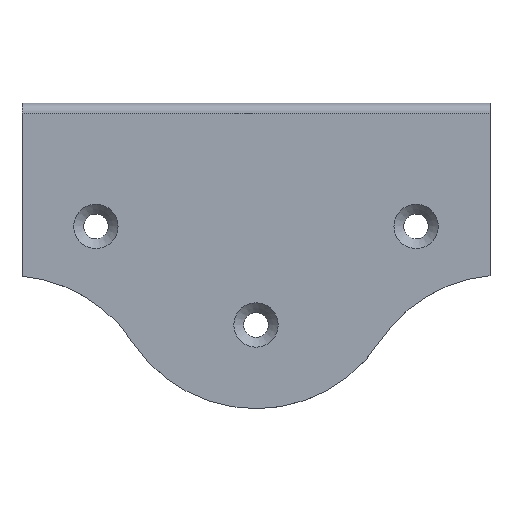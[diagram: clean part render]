
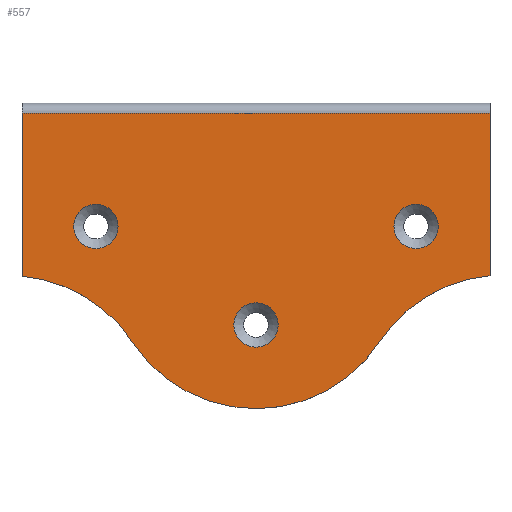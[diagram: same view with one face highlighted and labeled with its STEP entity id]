
A CAD part, top view. The second image highlights one B-rep face of the part: STEP entity #557.
In plain terms, the highlighted planar face has unit normal (0, 0, 1).
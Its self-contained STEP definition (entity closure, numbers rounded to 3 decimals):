
#391=CARTESIAN_POINT('',(-37.12,-146.693,28.));
#392=VERTEX_POINT('',#391);
#399=CARTESIAN_POINT('',(-37.12,-113.579,28.));
#400=VERTEX_POINT('',#399);
#401=CARTESIAN_POINT('',(-37.12,-146.693,28.));
#402=DIRECTION('',(0.0,1.0,0.0));
#403=VECTOR('',#402,33.114);
#404=LINE('',#401,#403);
#405=EDGE_CURVE('',#392,#400,#404,.T.);
#455=CARTESIAN_POINT('',(57.88,-113.579,28.));
#456=VERTEX_POINT('',#455);
#473=CARTESIAN_POINT('',(-37.12,-113.579,28.));
#474=DIRECTION('',(1.0,0.0,0.0));
#475=VECTOR('',#474,95.0);
#476=LINE('',#473,#475);
#477=EDGE_CURVE('',#400,#456,#476,.T.);
#482=CARTESIAN_POINT('',(10.368,-135.833,28.));
#483=DIRECTION('',(0.0,0.0,1.0));
#484=DIRECTION('',(1.0,0.0,0.0));
#485=AXIS2_PLACEMENT_3D('',#482,#483,#484);
#486=PLANE('',#485);
#487=ORIENTED_EDGE('',*,*,#477,.F.);
#488=ORIENTED_EDGE('',*,*,#405,.F.);
#489=CARTESIAN_POINT('',(-14.675,-160.079,28.));
#490=VERTEX_POINT('',#489);
#491=CARTESIAN_POINT('',(-39.73,-176.579,28.));
#492=DIRECTION('',(0.0,0.0,1.0));
#493=DIRECTION('',(-0.835,-0.55,0.0));
#494=AXIS2_PLACEMENT_3D('',#491,#492,#493);
#495=CIRCLE('',#494,30.);
#496=EDGE_CURVE('',#490,#392,#495,.T.);
#497=ORIENTED_EDGE('',*,*,#496,.F.);
#498=CARTESIAN_POINT('',(35.484,-160.005,28.));
#499=VERTEX_POINT('',#498);
#500=CARTESIAN_POINT('',(10.38,-143.579,28.));
#501=DIRECTION('',(0.0,0.0,-1.0));
#502=DIRECTION('',(-0.835,-0.55,0.0));
#503=AXIS2_PLACEMENT_3D('',#500,#501,#502);
#504=CIRCLE('',#503,30.);
#505=EDGE_CURVE('',#499,#490,#504,.T.);
#506=ORIENTED_EDGE('',*,*,#505,.F.);
#507=CARTESIAN_POINT('',(57.88,-146.579,28.));
#508=VERTEX_POINT('',#507);
#509=CARTESIAN_POINT('',(60.569,-176.459,28.));
#510=DIRECTION('',(0.0,0.0,1.0));
#511=DIRECTION('',(0.09,-0.996,0.0));
#512=AXIS2_PLACEMENT_3D('',#509,#510,#511);
#513=CIRCLE('',#512,30.);
#514=EDGE_CURVE('',#508,#499,#513,.T.);
#515=ORIENTED_EDGE('',*,*,#514,.F.);
#516=CARTESIAN_POINT('',(57.88,-113.579,28.));
#517=DIRECTION('',(0.0,-1.0,0.0));
#518=VECTOR('',#517,33.0);
#519=LINE('',#516,#518);
#520=EDGE_CURVE('',#456,#508,#519,.T.);
#521=ORIENTED_EDGE('',*,*,#520,.F.);
#522=EDGE_LOOP('',(#487,#488,#497,#506,#515,#521));
#523=FACE_OUTER_BOUND('',#522,.T.);
#524=CARTESIAN_POINT('',(14.88,-156.579,28.));
#525=VERTEX_POINT('',#524);
#526=CARTESIAN_POINT('',(10.38,-156.579,28.));
#527=DIRECTION('',(0.0,0.0,1.0));
#528=DIRECTION('',(-1.0,0.0,0.0));
#529=AXIS2_PLACEMENT_3D('',#526,#527,#528);
#530=CIRCLE('',#529,4.5);
#531=EDGE_CURVE('',#525,#525,#530,.T.);
#532=ORIENTED_EDGE('',*,*,#531,.F.);
#533=EDGE_LOOP('',(#532));
#534=FACE_BOUND('',#533,.T.);
#535=CARTESIAN_POINT('',(-17.62,-136.579,28.));
#536=VERTEX_POINT('',#535);
#537=CARTESIAN_POINT('',(-22.12,-136.579,28.));
#538=DIRECTION('',(0.0,0.0,1.0));
#539=DIRECTION('',(-1.0,0.0,0.0));
#540=AXIS2_PLACEMENT_3D('',#537,#538,#539);
#541=CIRCLE('',#540,4.5);
#542=EDGE_CURVE('',#536,#536,#541,.T.);
#543=ORIENTED_EDGE('',*,*,#542,.F.);
#544=EDGE_LOOP('',(#543));
#545=FACE_BOUND('',#544,.T.);
#546=CARTESIAN_POINT('',(47.38,-136.579,28.));
#547=VERTEX_POINT('',#546);
#548=CARTESIAN_POINT('',(42.88,-136.579,28.));
#549=DIRECTION('',(0.0,0.0,1.0));
#550=DIRECTION('',(-1.0,0.0,0.0));
#551=AXIS2_PLACEMENT_3D('',#548,#549,#550);
#552=CIRCLE('',#551,4.5);
#553=EDGE_CURVE('',#547,#547,#552,.T.);
#554=ORIENTED_EDGE('',*,*,#553,.F.);
#555=EDGE_LOOP('',(#554));
#556=FACE_BOUND('',#555,.T.);
#557=ADVANCED_FACE('',(#523,#534,#545,#556),#486,.T.);
